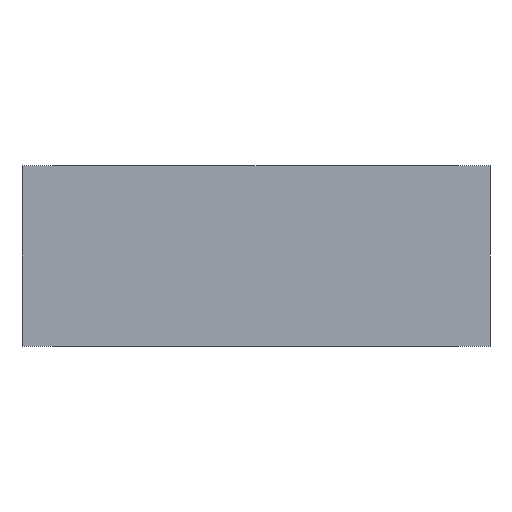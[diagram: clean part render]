
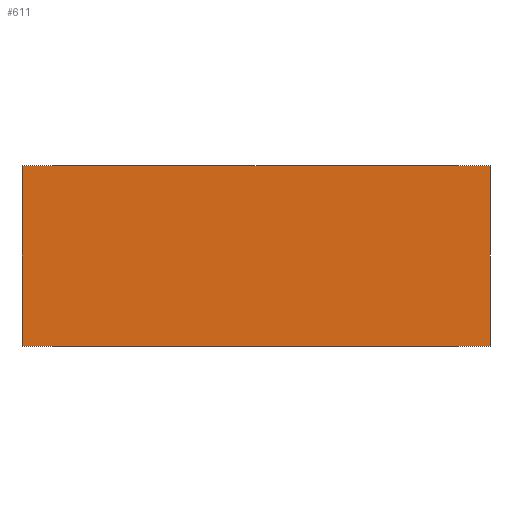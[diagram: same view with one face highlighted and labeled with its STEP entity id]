
A CAD part, front view. The second image highlights one B-rep face of the part: STEP entity #611.
In plain terms, the highlighted planar face has unit normal (0, -1, 0).
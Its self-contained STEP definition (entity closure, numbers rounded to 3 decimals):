
#43=FACE_OUTER_BOUND('',#73,.T.);
#73=EDGE_LOOP('',(#515,#516,#517,#518));
#157=LINE('',#964,#241);
#158=LINE('',#967,#242);
#159=LINE('',#969,#243);
#160=LINE('',#970,#244);
#241=VECTOR('',#791,10.);
#242=VECTOR('',#794,10.);
#243=VECTOR('',#795,10.);
#244=VECTOR('',#796,10.);
#299=VERTEX_POINT('',#960);
#300=VERTEX_POINT('',#962);
#301=VERTEX_POINT('',#966);
#302=VERTEX_POINT('',#968);
#381=EDGE_CURVE('',#299,#300,#157,.T.);
#382=EDGE_CURVE('',#301,#299,#158,.T.);
#383=EDGE_CURVE('',#302,#300,#159,.T.);
#384=EDGE_CURVE('',#301,#302,#160,.T.);
#515=ORIENTED_EDGE('',*,*,#382,.T.);
#516=ORIENTED_EDGE('',*,*,#381,.T.);
#517=ORIENTED_EDGE('',*,*,#383,.F.);
#518=ORIENTED_EDGE('',*,*,#384,.F.);
#581=PLANE('',#655);
#611=ADVANCED_FACE('',(#43),#581,.T.);
#655=AXIS2_PLACEMENT_3D('',#965,#792,#793);
#791=DIRECTION('',(0.,0.,1.));
#792=DIRECTION('center_axis',(0.,-1.,0.));
#793=DIRECTION('ref_axis',(1.,0.,0.));
#794=DIRECTION('',(1.,0.,0.));
#795=DIRECTION('',(1.,0.,0.));
#796=DIRECTION('',(0.,0.,1.));
#960=CARTESIAN_POINT('',(44.,0.,0.));
#962=CARTESIAN_POINT('',(44.,0.,17.));
#964=CARTESIAN_POINT('',(44.,0.,0.));
#965=CARTESIAN_POINT('Origin',(0.,0.,0.));
#966=CARTESIAN_POINT('',(0.,0.,0.));
#967=CARTESIAN_POINT('',(0.,0.,0.));
#968=CARTESIAN_POINT('',(0.,0.,17.));
#969=CARTESIAN_POINT('',(0.,0.,17.));
#970=CARTESIAN_POINT('',(0.,0.,0.));
